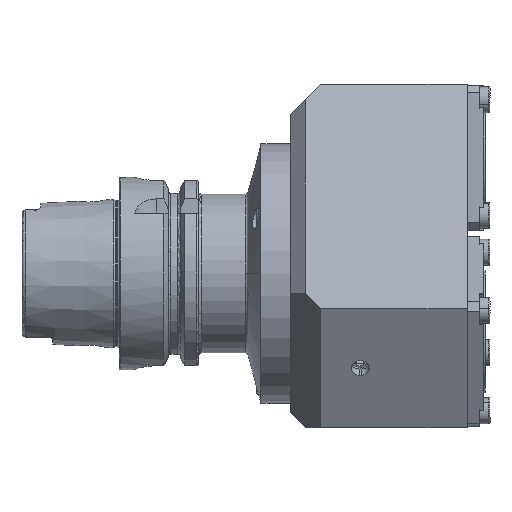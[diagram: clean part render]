
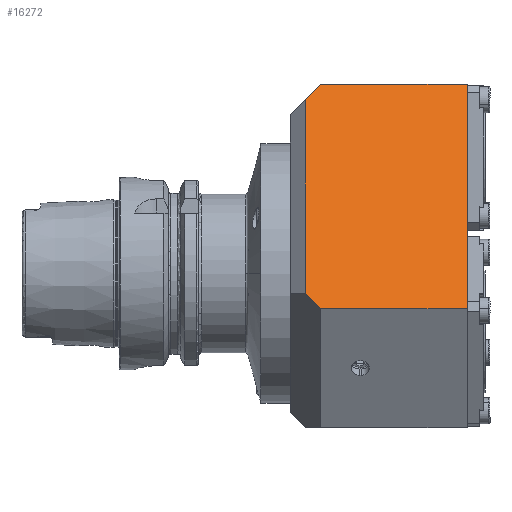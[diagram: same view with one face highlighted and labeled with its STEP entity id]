
A CAD part, front view. The second image highlights one B-rep face of the part: STEP entity #16272.
In plain terms, the highlighted planar face has unit normal (0, -0.866, 0.5).
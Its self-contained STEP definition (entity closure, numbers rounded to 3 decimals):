
#387 = LINE ( 'NONE', #8896, #5749 ) ;
#1144 = FACE_OUTER_BOUND ( 'NONE', #19161, .T. ) ;
#1332 = CARTESIAN_POINT ( 'NONE',  ( 54., -22.5, 62. ) ) ;
#1416 = DIRECTION ( 'NONE',  ( 0., 0.5, 0.866 ) ) ;
#1669 = ORIENTED_EDGE ( 'NONE', *, *, #20612, .T. ) ;
#1730 = LINE ( 'NONE', #10388, #4191 ) ;
#2012 = DIRECTION ( 'NONE',  ( 1., 0., 0. ) ) ;
#2370 = VECTOR ( 'NONE', #23901, 1000. ) ;
#3212 = EDGE_CURVE ( 'NONE', #9308, #11007, #3629, .T. ) ;
#3629 = LINE ( 'NONE', #14001, #9698 ) ;
#4191 = VECTOR ( 'NONE', #12658, 1000. ) ;
#5749 = VECTOR ( 'NONE', #2012, 1000. ) ;
#5802 = DIRECTION ( 'NONE',  ( -1., 0., 0. ) ) ;
#6036 = CARTESIAN_POINT ( 'NONE',  ( -4., -66.499, -14.209 ) ) ;
#7004 = CARTESIAN_POINT ( 'NONE',  ( 1., -25.387, 57. ) ) ;
#7301 = VERTEX_POINT ( 'NONE', #14748 ) ;
#8321 = DIRECTION ( 'NONE',  ( 0., 0.5, 0.866 ) ) ;
#8770 = CARTESIAN_POINT ( 'NONE',  ( 54., -64.944, -11.514 ) ) ;
#8795 = VECTOR ( 'NONE', #18164, 1000. ) ;
#8896 = CARTESIAN_POINT ( 'NONE',  ( -4., -22.5, 62. ) ) ;
#9160 = EDGE_CURVE ( 'NONE', #23460, #18958, #25865, .T. ) ;
#9308 = VERTEX_POINT ( 'NONE', #8770 ) ;
#9698 = VECTOR ( 'NONE', #5802, 1000. ) ;
#10322 = CARTESIAN_POINT ( 'NONE',  ( 1., -66.499, -14.209 ) ) ;
#10388 = CARTESIAN_POINT ( 'NONE',  ( 19.698, -14.592, 75.698 ) ) ;
#11007 = VERTEX_POINT ( 'NONE', #23435 ) ;
#12658 = DIRECTION ( 'NONE',  ( -0.655, -0.378, -0.655 ) ) ;
#14001 = CARTESIAN_POINT ( 'NONE',  ( -4., -64.944, -11.514 ) ) ;
#14748 = CARTESIAN_POINT ( 'NONE',  ( 6., -22.5, 62. ) ) ;
#14841 = LINE ( 'NONE', #27238, #8795 ) ;
#15050 = CARTESIAN_POINT ( 'NONE',  ( 54., -66.499, -14.209 ) ) ;
#16140 = ORIENTED_EDGE ( 'NONE', *, *, #19405, .T. ) ;
#16272 = ADVANCED_FACE ( 'NONE', ( #1144 ), #17371, .F. ) ;
#16930 = EDGE_CURVE ( 'NONE', #7301, #19820, #387, .T. ) ;
#17237 = AXIS2_PLACEMENT_3D ( 'NONE', #6036, #21943, #8321 ) ;
#17371 = PLANE ( 'NONE',  #17237 ) ;
#18164 = DIRECTION ( 'NONE',  ( 0.655, -0.378, -0.655 ) ) ;
#18958 = VERTEX_POINT ( 'NONE', #20283 ) ;
#19161 = EDGE_LOOP ( 'NONE', ( #16140, #28833, #1669, #20770, #21325, #27100 ) ) ;
#19405 = EDGE_CURVE ( 'NONE', #7301, #23460, #1730, .T. ) ;
#19820 = VERTEX_POINT ( 'NONE', #1332 ) ;
#20283 = CARTESIAN_POINT ( 'NONE',  ( 1., -62.057, -6.514 ) ) ;
#20612 = EDGE_CURVE ( 'NONE', #18958, #11007, #14841, .T. ) ;
#20770 = ORIENTED_EDGE ( 'NONE', *, *, #3212, .F. ) ;
#21325 = ORIENTED_EDGE ( 'NONE', *, *, #26999, .T. ) ;
#21943 = DIRECTION ( 'NONE',  ( 0., 0.866, -0.5 ) ) ;
#22875 = VECTOR ( 'NONE', #1416, 1000. ) ;
#23435 = CARTESIAN_POINT ( 'NONE',  ( 6., -64.944, -11.514 ) ) ;
#23460 = VERTEX_POINT ( 'NONE', #7004 ) ;
#23901 = DIRECTION ( 'NONE',  ( 0., -0.5, -0.866 ) ) ;
#25865 = LINE ( 'NONE', #10322, #2370 ) ;
#26999 = EDGE_CURVE ( 'NONE', #9308, #19820, #28953, .T. ) ;
#27100 = ORIENTED_EDGE ( 'NONE', *, *, #16930, .F. ) ;
#27238 = CARTESIAN_POINT ( 'NONE',  ( 11.347, -68.031, -16.861 ) ) ;
#28833 = ORIENTED_EDGE ( 'NONE', *, *, #9160, .T. ) ;
#28953 = LINE ( 'NONE', #15050, #22875 ) ;
